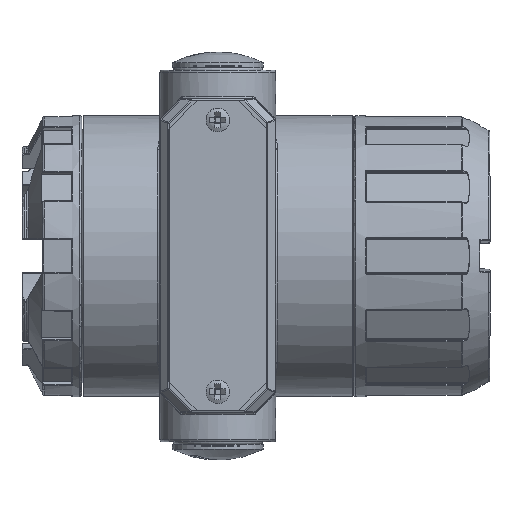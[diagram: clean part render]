
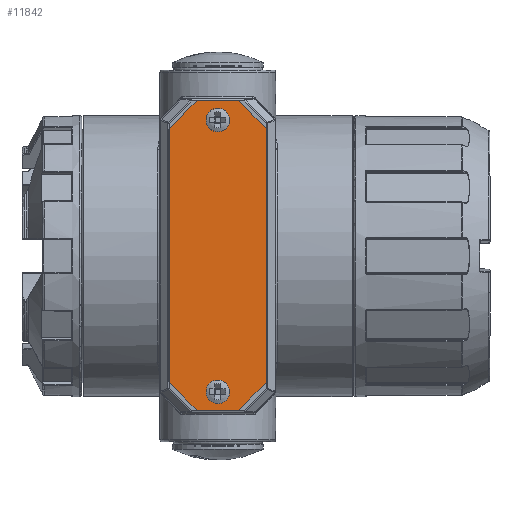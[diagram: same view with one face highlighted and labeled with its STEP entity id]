
A CAD part, top view. The second image highlights one B-rep face of the part: STEP entity #11842.
In plain terms, the highlighted planar face has unit normal (0, 0, 1).
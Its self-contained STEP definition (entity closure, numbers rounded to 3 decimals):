
#11842=ADVANCED_FACE('',(#40356,#40358,#40360),#40362,.T.);
#40356=FACE_BOUND('',#40357,.T.);
#40357=EDGE_LOOP('',(#73026,#73027,#73028,#73029,#73030,#73031,#73032,#73033));
#40358=FACE_BOUND('',#40359,.T.);
#40359=EDGE_LOOP('',(#73034));
#40360=FACE_BOUND('',#40361,.T.);
#40361=EDGE_LOOP('',(#73035));
#40362=PLANE('',#40363);
#40363=AXIS2_PLACEMENT_3D('',#40364,#40365,#40366);
#40364=CARTESIAN_POINT('',(0.,0.,0.3));
#40365=DIRECTION('',(0.,0.,1.));
#40366=DIRECTION('',(-1.,0.,0.));
#73026=ORIENTED_EDGE('',*,*,#79426,.T.);
#73027=ORIENTED_EDGE('',*,*,#79427,.T.);
#73028=ORIENTED_EDGE('',*,*,#79428,.T.);
#73029=ORIENTED_EDGE('',*,*,#79429,.T.);
#73030=ORIENTED_EDGE('',*,*,#79430,.T.);
#73031=ORIENTED_EDGE('',*,*,#79431,.T.);
#73032=ORIENTED_EDGE('',*,*,#79432,.T.);
#73033=ORIENTED_EDGE('',*,*,#79433,.T.);
#73034=ORIENTED_EDGE('',*,*,#79434,.T.);
#73035=ORIENTED_EDGE('',*,*,#79435,.T.);
#79426=EDGE_CURVE('',#85052,#85053,#85054,.T.);
#79427=EDGE_CURVE('',#85053,#85055,#85056,.T.);
#79428=EDGE_CURVE('',#85055,#85057,#85058,.T.);
#79429=EDGE_CURVE('',#85057,#85059,#85060,.T.);
#79430=EDGE_CURVE('',#85059,#85061,#85062,.T.);
#79431=EDGE_CURVE('',#85061,#85063,#85064,.T.);
#79432=EDGE_CURVE('',#85063,#85065,#85066,.T.);
#79433=EDGE_CURVE('',#85065,#85052,#85067,.T.);
#79434=EDGE_CURVE('',#85068,#85068,#85069,.F.);
#79435=EDGE_CURVE('',#85070,#85070,#85071,.F.);
#85052=VERTEX_POINT('',#102848);
#85053=VERTEX_POINT('',#102849);
#85054=LINE('',#102850,#102851);
#85055=VERTEX_POINT('',#102853);
#85056=LINE('',#102854,#102855);
#85057=VERTEX_POINT('',#102857);
#85058=LINE('',#102858,#102859);
#85059=VERTEX_POINT('',#102861);
#85060=LINE('',#102862,#102863);
#85061=VERTEX_POINT('',#102865);
#85062=LINE('',#102866,#102867);
#85063=VERTEX_POINT('',#102869);
#85064=LINE('',#102870,#102871);
#85065=VERTEX_POINT('',#102873);
#85066=LINE('',#102874,#102875);
#85067=LINE('',#102877,#102878);
#85068=VERTEX_POINT('',#102880);
#85069=CIRCLE('',#102881,1.75);
#85070=VERTEX_POINT('',#102885);
#85071=CIRCLE('',#102886,1.75);
#102848=CARTESIAN_POINT('',(5.,37.5,0.3));
#102849=CARTESIAN_POINT('',(-5.,37.5,0.3));
#102850=CARTESIAN_POINT('',(5.,37.5,0.3));
#102851=VECTOR('',#102852,1.);
#102852=DIRECTION('',(-1.,0.,0.));
#102853=CARTESIAN_POINT('',(-12.,30.5,0.3));
#102854=CARTESIAN_POINT('',(-5.,37.5,0.3));
#102855=VECTOR('',#102856,1.);
#102856=DIRECTION('',(-0.707,-0.707,0.));
#102857=CARTESIAN_POINT('',(-12.,-30.5,0.3));
#102858=CARTESIAN_POINT('',(-12.,30.5,0.3));
#102859=VECTOR('',#102860,1.);
#102860=DIRECTION('',(0.,-1.,0.));
#102861=CARTESIAN_POINT('',(-5.,-37.5,0.3));
#102862=CARTESIAN_POINT('',(-12.,-30.5,0.3));
#102863=VECTOR('',#102864,1.);
#102864=DIRECTION('',(0.707,-0.707,0.));
#102865=CARTESIAN_POINT('',(5.,-37.5,0.3));
#102866=CARTESIAN_POINT('',(-5.,-37.5,0.3));
#102867=VECTOR('',#102868,1.);
#102868=DIRECTION('',(1.,0.,0.));
#102869=CARTESIAN_POINT('',(12.,-30.5,0.3));
#102870=CARTESIAN_POINT('',(5.,-37.5,0.3));
#102871=VECTOR('',#102872,1.);
#102872=DIRECTION('',(0.707,0.707,0.));
#102873=CARTESIAN_POINT('',(12.,30.5,0.3));
#102874=CARTESIAN_POINT('',(12.,-30.5,0.3));
#102875=VECTOR('',#102876,1.);
#102876=DIRECTION('',(0.,1.,0.));
#102877=CARTESIAN_POINT('',(12.,30.5,0.3));
#102878=VECTOR('',#102879,1.);
#102879=DIRECTION('',(-0.707,0.707,0.));
#102880=CARTESIAN_POINT('',(-1.75,-33.,0.3));
#102881=AXIS2_PLACEMENT_3D('',#102882,#102883,#102884);
#102882=CARTESIAN_POINT('',(0.,-33.,0.3));
#102883=DIRECTION('',(0.,0.,1.));
#102884=DIRECTION('',(-1.,0.,0.));
#102885=CARTESIAN_POINT('',(-1.75,33.,0.3));
#102886=AXIS2_PLACEMENT_3D('',#102887,#102888,#102889);
#102887=CARTESIAN_POINT('',(0.,33.,0.3));
#102888=DIRECTION('',(0.,0.,1.));
#102889=DIRECTION('',(-1.,0.,0.));
